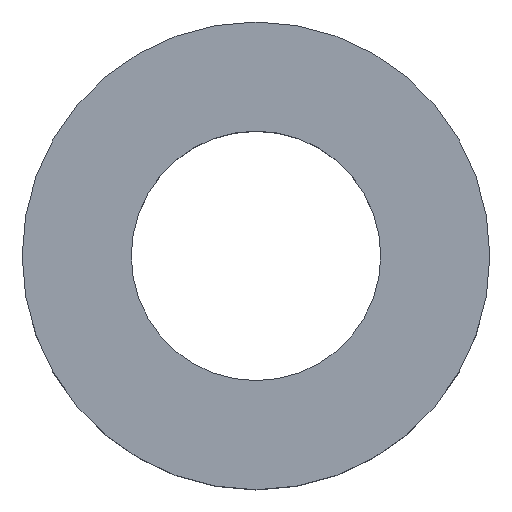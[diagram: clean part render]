
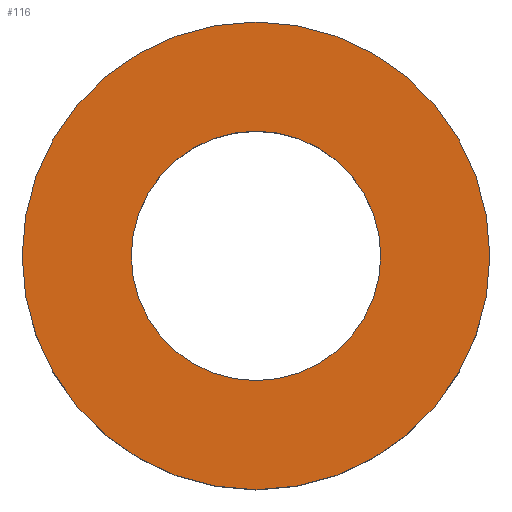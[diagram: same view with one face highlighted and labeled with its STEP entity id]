
A CAD part, top view. The second image highlights one B-rep face of the part: STEP entity #116.
In plain terms, the highlighted planar face has unit normal (0, 0, 1).
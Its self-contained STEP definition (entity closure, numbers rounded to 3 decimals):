
#113=PLANE('',#163);
#116=ADVANCED_FACE('',(#124,#125),#113,.T.);
#124=FACE_BOUND('',#132,.T.);
#125=FACE_BOUND('',#133,.T.);
#132=EDGE_LOOP('',(#140));
#133=EDGE_LOOP('',(#141));
#140=ORIENTED_EDGE('',*,*,#151,.T.);
#141=ORIENTED_EDGE('',*,*,#149,.T.);
#145=VERTEX_POINT('',#187);
#147=VERTEX_POINT('',#193);
#149=EDGE_CURVE('',#145,#145,#153,.T.);
#151=EDGE_CURVE('',#147,#147,#155,.T.);
#153=CIRCLE('',#158,0.075);
#155=CIRCLE('',#162,0.04);
#158=AXIS2_PLACEMENT_3D('',#186,#169,#170);
#162=AXIS2_PLACEMENT_3D('',#192,#177,#178);
#163=AXIS2_PLACEMENT_3D('',#194,#179,#180);
#169=DIRECTION('',(0.,0.,1.));
#170=DIRECTION('',(1.,0.,0.));
#177=DIRECTION('',(0.,0.,-1.));
#178=DIRECTION('',(1.,0.,0.));
#179=DIRECTION('',(0.,0.,1.));
#180=DIRECTION('',(1.,0.,0.));
#186=CARTESIAN_POINT('',(0.5,0.25,0.25));
#187=CARTESIAN_POINT('',(0.575,0.25,0.25));
#192=CARTESIAN_POINT('',(0.5,0.25,0.25));
#193=CARTESIAN_POINT('',(0.54,0.25,0.25));
#194=CARTESIAN_POINT('',(0.5,0.25,0.25));
